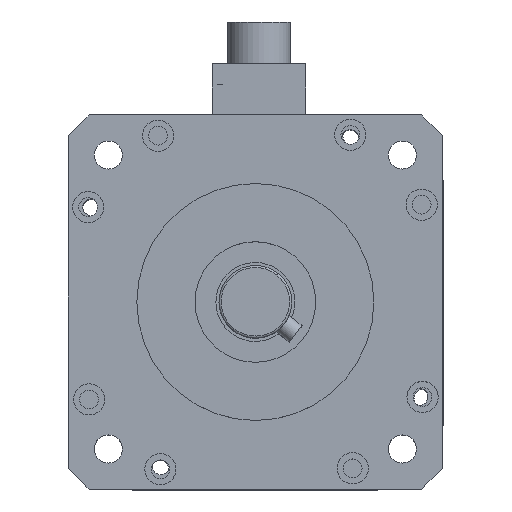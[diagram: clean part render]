
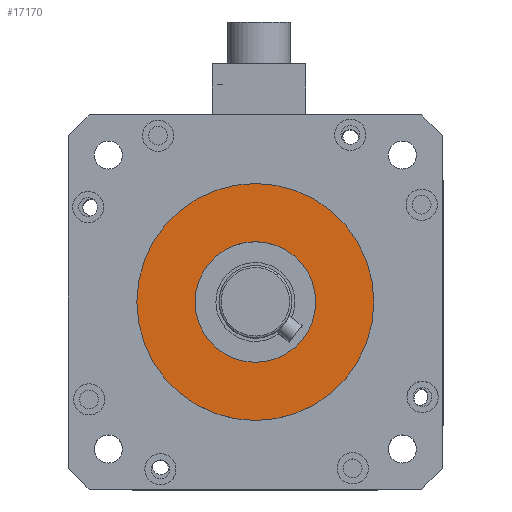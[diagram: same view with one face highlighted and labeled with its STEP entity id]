
A CAD part, top view. The second image highlights one B-rep face of the part: STEP entity #17170.
In plain terms, the highlighted planar face has unit normal (0, 0, 1).
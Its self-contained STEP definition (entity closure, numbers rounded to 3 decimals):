
#14 = EDGE_LOOP ( 'NONE', ( #8098, #1652 ) ) ;
#938 = AXIS2_PLACEMENT_3D ( 'NONE', #9610, #19051, #1583 ) ;
#1583 = DIRECTION ( 'NONE',  ( 1., 0., 0. ) ) ;
#1652 = ORIENTED_EDGE ( 'NONE', *, *, #17101, .F. ) ;
#1731 = AXIS2_PLACEMENT_3D ( 'NONE', #3118, #6183, #14165 ) ;
#1932 = DIRECTION ( 'NONE',  ( 1., 0., 0. ) ) ;
#3118 = CARTESIAN_POINT ( 'NONE',  ( 90., 90., 3.2 ) ) ;
#3164 = CARTESIAN_POINT ( 'NONE',  ( 33., 90., 3.2 ) ) ;
#3370 = AXIS2_PLACEMENT_3D ( 'NONE', #19273, #14526, #7959 ) ;
#3462 = DIRECTION ( 'NONE',  ( 0., 0., 1. ) ) ;
#3973 = CARTESIAN_POINT ( 'NONE',  ( 61., 90., 3.2 ) ) ;
#5002 = CIRCLE ( 'NONE', #3370, 29. ) ;
#5323 = AXIS2_PLACEMENT_3D ( 'NONE', #17056, #15649, #10613 ) ;
#5599 = ORIENTED_EDGE ( 'NONE', *, *, #13770, .T. ) ;
#5922 = PLANE ( 'NONE',  #1731 ) ;
#6124 = EDGE_CURVE ( 'NONE', #17552, #17942, #9468, .T. ) ;
#6183 = DIRECTION ( 'NONE',  ( 0., 0., 1. ) ) ;
#7959 = DIRECTION ( 'NONE',  ( 1., 0., 0. ) ) ;
#8098 = ORIENTED_EDGE ( 'NONE', *, *, #20330, .F. ) ;
#8757 = ORIENTED_EDGE ( 'NONE', *, *, #6124, .T. ) ;
#9468 = CIRCLE ( 'NONE', #938, 57. ) ;
#9610 = CARTESIAN_POINT ( 'NONE',  ( 90., 90., 3.2 ) ) ;
#10613 = DIRECTION ( 'NONE',  ( 1., 0., 0. ) ) ;
#10622 = VERTEX_POINT ( 'NONE', #14747 ) ;
#11496 = CARTESIAN_POINT ( 'NONE',  ( 90., 90., 3.2 ) ) ;
#11831 = AXIS2_PLACEMENT_3D ( 'NONE', #11496, #3462, #1932 ) ;
#11837 = CARTESIAN_POINT ( 'NONE',  ( 147., 90., 3.2 ) ) ;
#13156 = CIRCLE ( 'NONE', #5323, 29. ) ;
#13770 = EDGE_CURVE ( 'NONE', #17942, #17552, #19114, .T. ) ;
#14165 = DIRECTION ( 'NONE',  ( 1., 0., 0. ) ) ;
#14526 = DIRECTION ( 'NONE',  ( 0., 0., 1. ) ) ;
#14747 = CARTESIAN_POINT ( 'NONE',  ( 119., 90., 3.2 ) ) ;
#15649 = DIRECTION ( 'NONE',  ( 0., 0., 1. ) ) ;
#17056 = CARTESIAN_POINT ( 'NONE',  ( 90., 90., 3.2 ) ) ;
#17101 = EDGE_CURVE ( 'NONE', #18177, #10622, #13156, .T. ) ;
#17170 = ADVANCED_FACE ( 'NONE', ( #17922, #17685 ), #5922, .T. ) ;
#17552 = VERTEX_POINT ( 'NONE', #11837 ) ;
#17685 = FACE_OUTER_BOUND ( 'NONE', #19562, .T. ) ;
#17922 = FACE_BOUND ( 'NONE', #14, .T. ) ;
#17942 = VERTEX_POINT ( 'NONE', #3164 ) ;
#18177 = VERTEX_POINT ( 'NONE', #3973 ) ;
#19051 = DIRECTION ( 'NONE',  ( 0., 0., 1. ) ) ;
#19114 = CIRCLE ( 'NONE', #11831, 57. ) ;
#19273 = CARTESIAN_POINT ( 'NONE',  ( 90., 90., 3.2 ) ) ;
#19562 = EDGE_LOOP ( 'NONE', ( #5599, #8757 ) ) ;
#20330 = EDGE_CURVE ( 'NONE', #10622, #18177, #5002, .T. ) ;
